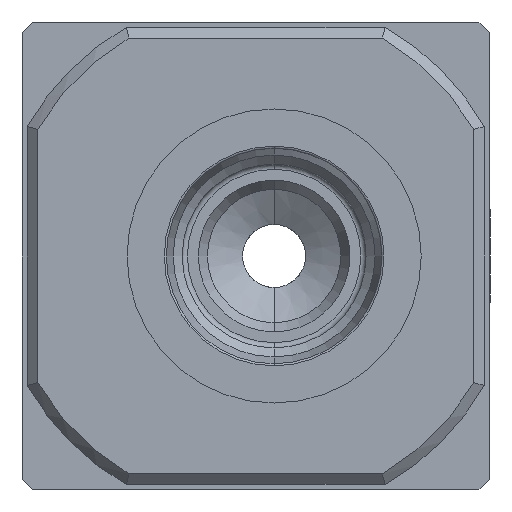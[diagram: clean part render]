
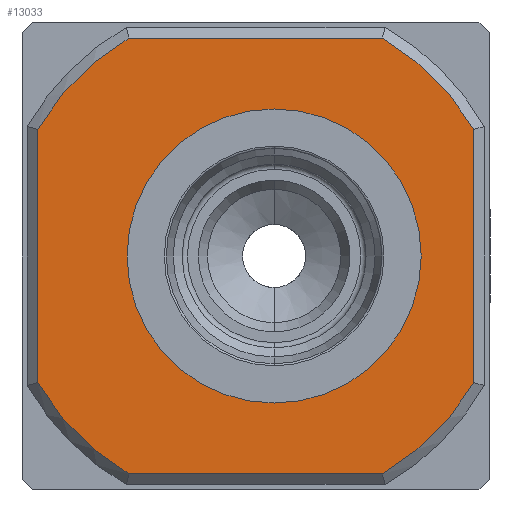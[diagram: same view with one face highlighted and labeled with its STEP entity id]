
A CAD part, left-side view. The second image highlights one B-rep face of the part: STEP entity #13033.
In plain terms, the highlighted planar face has unit normal (-1, 0, 0).
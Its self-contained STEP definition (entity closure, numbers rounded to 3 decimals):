
#16 = DIRECTION ( 'NONE',  ( 0., 0., 1. ) ) ;
#141 = CIRCLE ( 'NONE', #14450, 24. ) ;
#587 = VECTOR ( 'NONE', #1700, 1000. ) ;
#762 = ORIENTED_EDGE ( 'NONE', *, *, #7882, .T. ) ;
#1408 = LINE ( 'NONE', #14175, #587 ) ;
#1700 = DIRECTION ( 'NONE',  ( 0., 0., -1. ) ) ;
#1789 = CIRCLE ( 'NONE', #6484, 24. ) ;
#1992 = ORIENTED_EDGE ( 'NONE', *, *, #13773, .T. ) ;
#2022 = EDGE_CURVE ( 'NONE', #3567, #3298, #12650, .T. ) ;
#2125 = VERTEX_POINT ( 'NONE', #2364 ) ;
#2217 = FACE_OUTER_BOUND ( 'NONE', #11576, .T. ) ;
#2364 = CARTESIAN_POINT ( 'NONE',  ( -8.4, -43., 34.31 ) ) ;
#2440 = EDGE_CURVE ( 'NONE', #2125, #12286, #141, .T. ) ;
#2548 = DIRECTION ( 'NONE',  ( -1., 0., 0. ) ) ;
#2775 = ORIENTED_EDGE ( 'NONE', *, *, #15295, .T. ) ;
#2967 = CARTESIAN_POINT ( 'NONE',  ( -8.4, -1.5, 10.19 ) ) ;
#3035 = EDGE_CURVE ( 'NONE', #12286, #14834, #14963, .T. ) ;
#3298 = VERTEX_POINT ( 'NONE', #9387 ) ;
#3478 = CARTESIAN_POINT ( 'NONE',  ( -8.4, -20.5, 22.25 ) ) ;
#3528 = CARTESIAN_POINT ( 'NONE',  ( -8.4, -10.19, 43. ) ) ;
#3567 = VERTEX_POINT ( 'NONE', #11426 ) ;
#3658 = CARTESIAN_POINT ( 'NONE',  ( -8.4, -22.25, 22.25 ) ) ;
#4244 = ORIENTED_EDGE ( 'NONE', *, *, #3035, .T. ) ;
#4841 = CIRCLE ( 'NONE', #15458, 24. ) ;
#5148 = VERTEX_POINT ( 'NONE', #8692 ) ;
#5801 = VERTEX_POINT ( 'NONE', #11922 ) ;
#6484 = AXIS2_PLACEMENT_3D ( 'NONE', #3658, #13310, #6563 ) ;
#6563 = DIRECTION ( 'NONE',  ( 0., 0., 1. ) ) ;
#7064 = CARTESIAN_POINT ( 'NONE',  ( -8.4, -22.25, 22.25 ) ) ;
#7289 = DIRECTION ( 'NONE',  ( 0., 1., 0. ) ) ;
#7453 = CARTESIAN_POINT ( 'NONE',  ( -8.4, -1.5, 34.31 ) ) ;
#7715 = DIRECTION ( 'NONE',  ( 0., 0., -1. ) ) ;
#7882 = EDGE_CURVE ( 'NONE', #9917, #5801, #11714, .T. ) ;
#7949 = ORIENTED_EDGE ( 'NONE', *, *, #11851, .T. ) ;
#8232 = VECTOR ( 'NONE', #17109, 1000. ) ;
#8460 = CARTESIAN_POINT ( 'NONE',  ( -8.4, -43., 44. ) ) ;
#8538 = DIRECTION ( 'NONE',  ( 0., 0., 1. ) ) ;
#8692 = CARTESIAN_POINT ( 'NONE',  ( -8.4, -34.31, 1.5 ) ) ;
#8983 = DIRECTION ( 'NONE',  ( 0., 0., -1. ) ) ;
#9034 = VERTEX_POINT ( 'NONE', #14422 ) ;
#9073 = AXIS2_PLACEMENT_3D ( 'NONE', #7064, #16642, #16 ) ;
#9075 = LINE ( 'NONE', #11152, #8232 ) ;
#9212 = ORIENTED_EDGE ( 'NONE', *, *, #13091, .T. ) ;
#9387 = CARTESIAN_POINT ( 'NONE',  ( -8.4, -20.5, 8.25 ) ) ;
#9637 = CARTESIAN_POINT ( 'NONE',  ( -8.4, -22.25, 22.25 ) ) ;
#9845 = AXIS2_PLACEMENT_3D ( 'NONE', #10912, #16277, #16341 ) ;
#9917 = VERTEX_POINT ( 'NONE', #2967 ) ;
#10069 = ORIENTED_EDGE ( 'NONE', *, *, #17479, .T. ) ;
#10912 = CARTESIAN_POINT ( 'NONE',  ( -8.4, -44., 44. ) ) ;
#10978 = CIRCLE ( 'NONE', #14825, 14. ) ;
#11152 = CARTESIAN_POINT ( 'NONE',  ( -8.4, -44., 1.5 ) ) ;
#11200 = AXIS2_PLACEMENT_3D ( 'NONE', #3478, #11703, #8983 ) ;
#11249 = DIRECTION ( 'NONE',  ( -1., 0., 0. ) ) ;
#11301 = VERTEX_POINT ( 'NONE', #7453 ) ;
#11310 = CARTESIAN_POINT ( 'NONE',  ( -8.4, -34.31, 43. ) ) ;
#11349 = DIRECTION ( 'NONE',  ( 0., 0., 1. ) ) ;
#11426 = CARTESIAN_POINT ( 'NONE',  ( -8.4, -20.5, 36.25 ) ) ;
#11551 = VECTOR ( 'NONE', #7289, 1000. ) ;
#11576 = EDGE_LOOP ( 'NONE', ( #16620, #12118, #4244, #9212, #7949, #762, #2775, #1992 ) ) ;
#11703 = DIRECTION ( 'NONE',  ( 1., 0., 0. ) ) ;
#11714 = CIRCLE ( 'NONE', #9073, 24. ) ;
#11851 = EDGE_CURVE ( 'NONE', #11301, #9917, #1408, .T. ) ;
#11922 = CARTESIAN_POINT ( 'NONE',  ( -8.4, -10.19, 1.5 ) ) ;
#12118 = ORIENTED_EDGE ( 'NONE', *, *, #2440, .T. ) ;
#12286 = VERTEX_POINT ( 'NONE', #11310 ) ;
#12650 = CIRCLE ( 'NONE', #11200, 14. ) ;
#12973 = ORIENTED_EDGE ( 'NONE', *, *, #2022, .T. ) ;
#13033 = ADVANCED_FACE ( 'NONE', ( #2217, #16638 ), #16459, .T. ) ;
#13091 = EDGE_CURVE ( 'NONE', #14834, #11301, #4841, .T. ) ;
#13310 = DIRECTION ( 'NONE',  ( -1., 0., 0. ) ) ;
#13773 = EDGE_CURVE ( 'NONE', #5148, #9034, #1789, .T. ) ;
#13963 = CARTESIAN_POINT ( 'NONE',  ( -8.4, -22.25, 22.25 ) ) ;
#14175 = CARTESIAN_POINT ( 'NONE',  ( -8.4, -1.5, 44. ) ) ;
#14422 = CARTESIAN_POINT ( 'NONE',  ( -8.4, -43., 10.19 ) ) ;
#14450 = AXIS2_PLACEMENT_3D ( 'NONE', #13963, #11249, #8538 ) ;
#14521 = CARTESIAN_POINT ( 'NONE',  ( -8.4, -20.5, 22.25 ) ) ;
#14825 = AXIS2_PLACEMENT_3D ( 'NONE', #14521, #17691, #7715 ) ;
#14834 = VERTEX_POINT ( 'NONE', #3528 ) ;
#14963 = LINE ( 'NONE', #15631, #11551 ) ;
#15024 = EDGE_CURVE ( 'NONE', #9034, #2125, #15302, .T. ) ;
#15295 = EDGE_CURVE ( 'NONE', #5801, #5148, #9075, .T. ) ;
#15302 = LINE ( 'NONE', #8460, #16145 ) ;
#15458 = AXIS2_PLACEMENT_3D ( 'NONE', #9637, #2548, #17751 ) ;
#15631 = CARTESIAN_POINT ( 'NONE',  ( -8.4, -44., 43. ) ) ;
#16145 = VECTOR ( 'NONE', #11349, 1000. ) ;
#16277 = DIRECTION ( 'NONE',  ( -1., 0., 0. ) ) ;
#16341 = DIRECTION ( 'NONE',  ( 0., 0., -1. ) ) ;
#16459 = PLANE ( 'NONE',  #9845 ) ;
#16620 = ORIENTED_EDGE ( 'NONE', *, *, #15024, .T. ) ;
#16638 = FACE_BOUND ( 'NONE', #16905, .T. ) ;
#16642 = DIRECTION ( 'NONE',  ( -1., 0., 0. ) ) ;
#16905 = EDGE_LOOP ( 'NONE', ( #10069, #12973 ) ) ;
#17109 = DIRECTION ( 'NONE',  ( 0., -1., 0. ) ) ;
#17479 = EDGE_CURVE ( 'NONE', #3298, #3567, #10978, .T. ) ;
#17691 = DIRECTION ( 'NONE',  ( 1., 0., 0. ) ) ;
#17751 = DIRECTION ( 'NONE',  ( 0., 0., 1. ) ) ;
